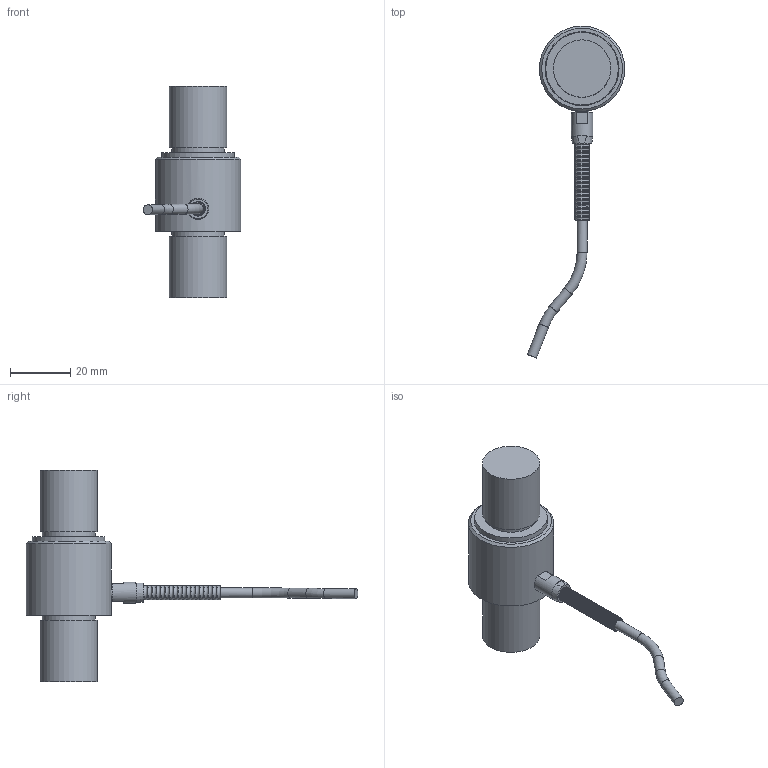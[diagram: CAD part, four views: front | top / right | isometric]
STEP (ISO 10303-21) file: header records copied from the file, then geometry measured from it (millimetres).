
FILE_DESCRIPTION((''),'2;1');
FILE_NAME('LCM375.stp','2010-11-10T10:51:05',('thomasl'),(''),'Autodesk Inventor 2008','Autodesk Inventor 2008','');
FILE_SCHEMA(('AUTOMOTIVE_DESIGN { 1 0 10303 214 1 1 1 1 }'));
Length unit declared in the file: inch
Products named in the file (2): LCM375; PART1
Assembly tree (1 placements, depth 2):
  LCM375
    PART1
Bounding box: 32.35 x 110.16 x 70.36 mm (x, y, z)
Volume: 29415 mm3; surface area: 11631.6 mm2
Topology: 1 solids, 1 shells, 181 faces, 493 edges, 310 vertices
Faces by surface type: bspline 60, plane 57, cylinder 40, cone 19, torus 5
Full cylindrical faces by diameter (mm): 3.302 x4, 4.064 x1, 4.801 x2, 4.851 x2, 5.207 x1, 5.334 x1, 5.715 x1, 5.791 x1, 7.061 x1, 17.463 x2, 19.05 x2, 24.079 x1, 24.511 x1, 24.562 x1, 28.321 x1
Entity records: 9769 total; most frequent: CARTESIAN_POINT 5808, DIRECTION 771, ORIENTED_EDGE 756, EDGE_CURVE 378, AXIS2_PLACEMENT_3D 317, EDGE_LOOP 310, VERTEX_POINT 290, CIRCLE 193
